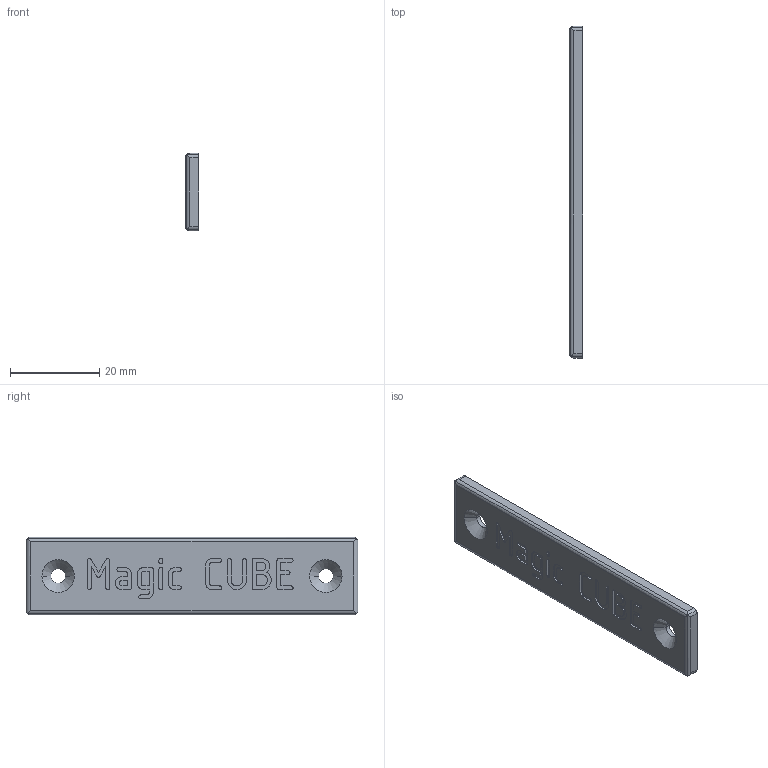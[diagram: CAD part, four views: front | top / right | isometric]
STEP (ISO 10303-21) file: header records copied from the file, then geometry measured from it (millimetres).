
FILE_DESCRIPTION(('STEP AP214'),'1');
FILE_NAME('Personaliz_plate_01.stp','2022-08-06T14:23:20',(' '),(' '),'Spatial InterOp 3D',' ',' ');
FILE_SCHEMA(('AUTOMOTIVE_DESIGN { 1 0 10303 214 1 1 1 1 }'));
Length unit declared in the file: metre
Products named in the file (1): Personaliz_plate_01
Bounding box: 3 x 74.4 x 17.4 mm (x, y, z)
Volume: 3690.8 mm3; surface area: 3169.8 mm2
Topology: 1 solids, 1 shells, 308 faces, 860 edges, 568 vertices
Faces by surface type: extrusion 195, plane 89, cylinder 20, cone 4
Entity records: 10111 total; most frequent: CARTESIAN_POINT 2907, ORIENTED_EDGE 1720, DIRECTION 925, EDGE_CURVE 860, VECTOR 633, B_SPLINE_CURVE_WITH_KNOTS 585, VERTEX_POINT 568, LINE 438
